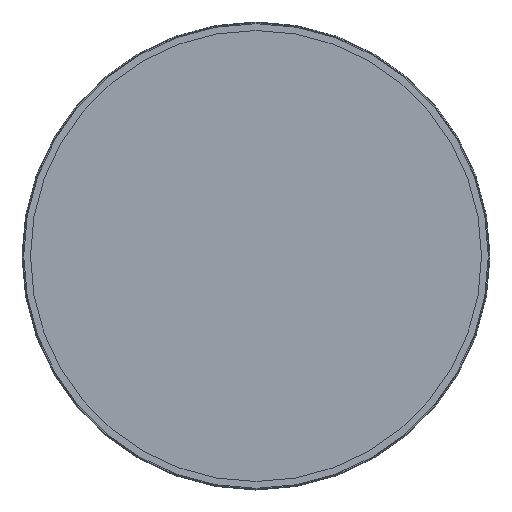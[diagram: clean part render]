
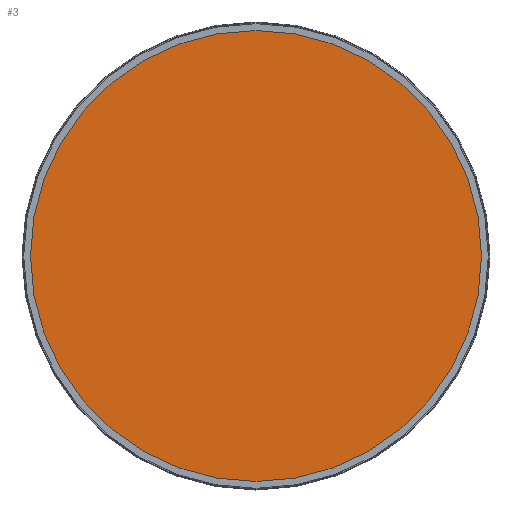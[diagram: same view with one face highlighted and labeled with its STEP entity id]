
A CAD part, top view. The second image highlights one B-rep face of the part: STEP entity #3.
In plain terms, the highlighted planar face has unit normal (0, 0, 1).
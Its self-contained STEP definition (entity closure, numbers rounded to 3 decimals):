
#3 = ADVANCED_FACE ( 'NONE', ( #145 ), #194, .T. ) ;
#25 = CARTESIAN_POINT ( 'NONE',  ( 0., 0., 17. ) ) ;
#74 = AXIS2_PLACEMENT_3D ( 'NONE', #25, #228, #256 ) ;
#88 = ORIENTED_EDGE ( 'NONE', *, *, #225, .T. ) ;
#110 = AXIS2_PLACEMENT_3D ( 'NONE', #299, #240, #267 ) ;
#117 = VERTEX_POINT ( 'NONE', #367 ) ;
#145 = FACE_OUTER_BOUND ( 'NONE', #163, .T. ) ;
#163 = EDGE_LOOP ( 'NONE', ( #88 ) ) ;
#194 = PLANE ( 'NONE',  #74 ) ;
#225 = EDGE_CURVE ( 'NONE', #117, #117, #292, .T. ) ;
#228 = DIRECTION ( 'NONE',  ( 0., 0., 1. ) ) ;
#240 = DIRECTION ( 'NONE',  ( 0., 0., 1. ) ) ;
#256 = DIRECTION ( 'NONE',  ( 1., 0., 0. ) ) ;
#267 = DIRECTION ( 'NONE',  ( 1., 0., 0. ) ) ;
#292 = CIRCLE ( 'NONE', #110, 265. ) ;
#299 = CARTESIAN_POINT ( 'NONE',  ( 0., 0., 17. ) ) ;
#367 = CARTESIAN_POINT ( 'NONE',  ( 265., 0., 17. ) ) ;
